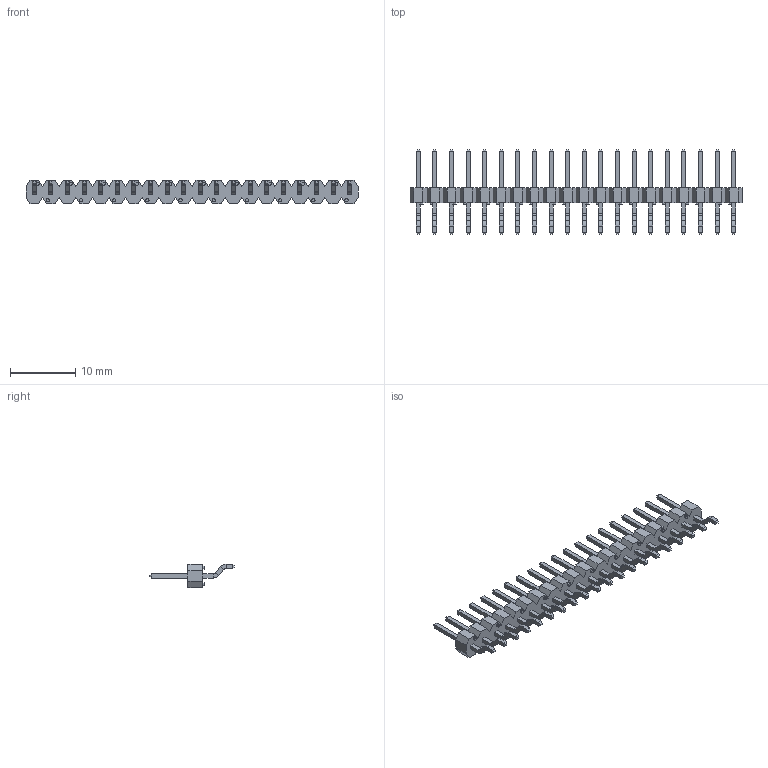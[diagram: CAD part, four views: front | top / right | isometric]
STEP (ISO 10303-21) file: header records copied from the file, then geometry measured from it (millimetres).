
FILE_DESCRIPTION (( 'STEP AP203' ), '1' );
FILE_NAME ('_ _C20SBSN-M89.step', '2018-07-25T04:31:27', ( 'LUANN HERRING' ), ( 'SULLINS' ), 'SwSTEP 2.0', 'SolidWorks 2016', '' );
FILE_SCHEMA (( 'CONFIG_CONTROL_DESIGN' ));
Length unit declared in the file: inch
Products named in the file (2): _ _C20SBSN-M89
Bounding box: 50.8 x 12.95 x 3.56 mm (x, y, z)
Volume: 449.3 mm3; surface area: 1213.9 mm2
Topology: 1 solids, 1 shells, 864 faces, 1926 edges, 1124 vertices
Faces by surface type: plane 744, cylinder 120
Entity records: 23167 total; most frequent: CARTESIAN_POINT 3916, DIRECTION 3898, ORIENTED_EDGE 3852, EDGE_CURVE 1926, VECTOR 1686, LINE 1686, VERTEX_POINT 1124, AXIS2_PLACEMENT_3D 1106
